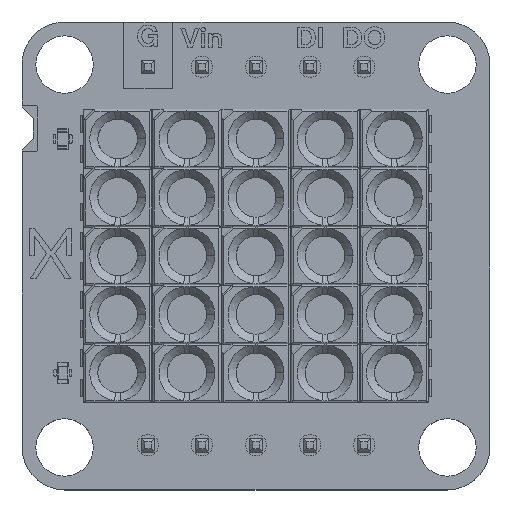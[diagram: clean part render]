
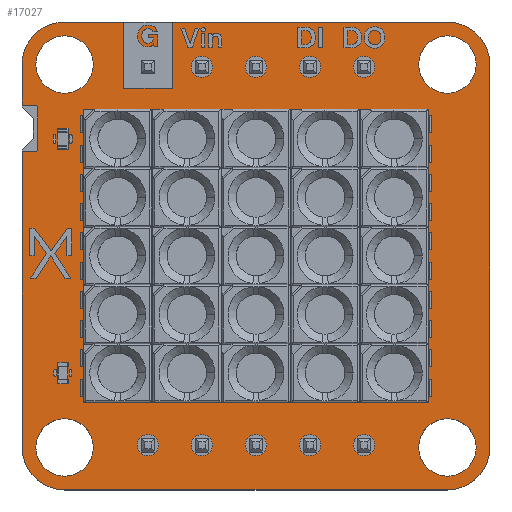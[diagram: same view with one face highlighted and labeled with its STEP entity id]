
A CAD part, top view. The second image highlights one B-rep face of the part: STEP entity #17027.
In plain terms, the highlighted planar face has unit normal (0, 0, 1).
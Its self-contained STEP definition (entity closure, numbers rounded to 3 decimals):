
#16692 = VERTEX_POINT('',#16693);
#16693 = CARTESIAN_POINT('',(8.998,11.,1.51));
#16699 = EDGE_CURVE('',#16692,#16700,#16702,.T.);
#16700 = VERTEX_POINT('',#16701);
#16701 = CARTESIAN_POINT('',(10.998,9.,1.51));
#16702 = CIRCLE('',#16703,2.);
#16703 = AXIS2_PLACEMENT_3D('',#16704,#16705,#16706);
#16704 = CARTESIAN_POINT('',(8.998,9.,1.51));
#16705 = DIRECTION('',(0.,0.,-1.));
#16706 = DIRECTION('',(0.,1.,0.));
#16734 = VERTEX_POINT('',#16735);
#16735 = CARTESIAN_POINT('',(-8.993,11.,1.51));
#16741 = EDGE_CURVE('',#16734,#16692,#16742,.T.);
#16742 = LINE('',#16743,#16744);
#16743 = CARTESIAN_POINT('',(-8.993,11.,1.51));
#16744 = VECTOR('',#16745,1.);
#16745 = DIRECTION('',(1.,0.,0.));
#16763 = EDGE_CURVE('',#16700,#16764,#16766,.T.);
#16764 = VERTEX_POINT('',#16765);
#16765 = CARTESIAN_POINT('',(10.998,-9.,1.51));
#16766 = LINE('',#16767,#16768);
#16767 = CARTESIAN_POINT('',(10.998,9.,1.51));
#16768 = VECTOR('',#16769,1.);
#16769 = DIRECTION('',(0.,-1.,0.));
#17027 = ADVANCED_FACE('',(#17028,#17106,#17117,#17128,#17139,#17150,
    #17161,#17172,#17183,#17194,#17205,#17216,#17227,#17238,#17249),
  #17260,.T.);
#17028 = FACE_BOUND('',#17029,.T.);
#17029 = EDGE_LOOP('',(#17030,#17031,#17032,#17041,#17049,#17057,#17065,
    #17073,#17081,#17090,#17098,#17105));
#17030 = ORIENTED_EDGE('',*,*,#16699,.F.);
#17031 = ORIENTED_EDGE('',*,*,#16741,.F.);
#17032 = ORIENTED_EDGE('',*,*,#17033,.F.);
#17033 = EDGE_CURVE('',#17034,#16734,#17036,.T.);
#17034 = VERTEX_POINT('',#17035);
#17035 = CARTESIAN_POINT('',(-11.002,9.,1.51));
#17036 = CIRCLE('',#17037,2.);
#17037 = AXIS2_PLACEMENT_3D('',#17038,#17039,#17040);
#17038 = CARTESIAN_POINT('',(-9.002,9.,1.51));
#17039 = DIRECTION('',(0.,0.,-1.));
#17040 = DIRECTION('',(-1.,0.,0.));
#17041 = ORIENTED_EDGE('',*,*,#17042,.F.);
#17042 = EDGE_CURVE('',#17043,#17034,#17045,.T.);
#17043 = VERTEX_POINT('',#17044);
#17044 = CARTESIAN_POINT('',(-11.002,7.,1.51));
#17045 = LINE('',#17046,#17047);
#17046 = CARTESIAN_POINT('',(-11.002,7.,1.51));
#17047 = VECTOR('',#17048,1.);
#17048 = DIRECTION('',(0.,1.,0.));
#17049 = ORIENTED_EDGE('',*,*,#17050,.F.);
#17050 = EDGE_CURVE('',#17051,#17043,#17053,.T.);
#17051 = VERTEX_POINT('',#17052);
#17052 = CARTESIAN_POINT('',(-10.472,6.47,1.51));
#17053 = LINE('',#17054,#17055);
#17054 = CARTESIAN_POINT('',(-10.472,6.47,1.51));
#17055 = VECTOR('',#17056,1.);
#17056 = DIRECTION('',(-0.707,0.707,0.));
#17057 = ORIENTED_EDGE('',*,*,#17058,.F.);
#17058 = EDGE_CURVE('',#17059,#17051,#17061,.T.);
#17059 = VERTEX_POINT('',#17060);
#17060 = CARTESIAN_POINT('',(-10.472,5.53,1.51));
#17061 = LINE('',#17062,#17063);
#17062 = CARTESIAN_POINT('',(-10.472,5.53,1.51));
#17063 = VECTOR('',#17064,1.);
#17064 = DIRECTION('',(0.,1.,0.));
#17065 = ORIENTED_EDGE('',*,*,#17066,.F.);
#17066 = EDGE_CURVE('',#17067,#17059,#17069,.T.);
#17067 = VERTEX_POINT('',#17068);
#17068 = CARTESIAN_POINT('',(-11.002,5.,1.51));
#17069 = LINE('',#17070,#17071);
#17070 = CARTESIAN_POINT('',(-11.002,5.,1.51));
#17071 = VECTOR('',#17072,1.);
#17072 = DIRECTION('',(0.707,0.707,0.));
#17073 = ORIENTED_EDGE('',*,*,#17074,.F.);
#17074 = EDGE_CURVE('',#17075,#17067,#17077,.T.);
#17075 = VERTEX_POINT('',#17076);
#17076 = CARTESIAN_POINT('',(-11.002,-9.,1.51));
#17077 = LINE('',#17078,#17079);
#17078 = CARTESIAN_POINT('',(-11.002,-9.,1.51));
#17079 = VECTOR('',#17080,1.);
#17080 = DIRECTION('',(0.,1.,0.));
#17081 = ORIENTED_EDGE('',*,*,#17082,.F.);
#17082 = EDGE_CURVE('',#17083,#17075,#17085,.T.);
#17083 = VERTEX_POINT('',#17084);
#17084 = CARTESIAN_POINT('',(-9.002,-11.,1.51));
#17085 = CIRCLE('',#17086,2.);
#17086 = AXIS2_PLACEMENT_3D('',#17087,#17088,#17089);
#17087 = CARTESIAN_POINT('',(-9.002,-9.,1.51));
#17088 = DIRECTION('',(0.,0.,-1.));
#17089 = DIRECTION('',(0.,-1.,0.));
#17090 = ORIENTED_EDGE('',*,*,#17091,.F.);
#17091 = EDGE_CURVE('',#17092,#17083,#17094,.T.);
#17092 = VERTEX_POINT('',#17093);
#17093 = CARTESIAN_POINT('',(8.998,-11.,1.51));
#17094 = LINE('',#17095,#17096);
#17095 = CARTESIAN_POINT('',(8.998,-11.,1.51));
#17096 = VECTOR('',#17097,1.);
#17097 = DIRECTION('',(-1.,0.,0.));
#17098 = ORIENTED_EDGE('',*,*,#17099,.F.);
#17099 = EDGE_CURVE('',#16764,#17092,#17100,.T.);
#17100 = CIRCLE('',#17101,2.);
#17101 = AXIS2_PLACEMENT_3D('',#17102,#17103,#17104);
#17102 = CARTESIAN_POINT('',(8.998,-9.,1.51));
#17103 = DIRECTION('',(0.,0.,-1.));
#17104 = DIRECTION('',(1.,0.,0.));
#17105 = ORIENTED_EDGE('',*,*,#16763,.F.);
#17106 = FACE_BOUND('',#17107,.T.);
#17107 = EDGE_LOOP('',(#17108));
#17108 = ORIENTED_EDGE('',*,*,#17109,.T.);
#17109 = EDGE_CURVE('',#17110,#17110,#17112,.T.);
#17110 = VERTEX_POINT('',#17111);
#17111 = CARTESIAN_POINT('',(-9.002,-10.35,1.51));
#17112 = CIRCLE('',#17113,1.35);
#17113 = AXIS2_PLACEMENT_3D('',#17114,#17115,#17116);
#17114 = CARTESIAN_POINT('',(-9.002,-9.,1.51));
#17115 = DIRECTION('',(-0.,0.,-1.));
#17116 = DIRECTION('',(-0.,-1.,0.));
#17117 = FACE_BOUND('',#17118,.T.);
#17118 = EDGE_LOOP('',(#17119));
#17119 = ORIENTED_EDGE('',*,*,#17120,.T.);
#17120 = EDGE_CURVE('',#17121,#17121,#17123,.T.);
#17121 = VERTEX_POINT('',#17122);
#17122 = CARTESIAN_POINT('',(-5.082,-9.39,1.51));
#17123 = CIRCLE('',#17124,0.5);
#17124 = AXIS2_PLACEMENT_3D('',#17125,#17126,#17127);
#17125 = CARTESIAN_POINT('',(-5.082,-8.89,1.51));
#17126 = DIRECTION('',(-0.,0.,-1.));
#17127 = DIRECTION('',(-0.,-1.,0.));
#17128 = FACE_BOUND('',#17129,.T.);
#17129 = EDGE_LOOP('',(#17130));
#17130 = ORIENTED_EDGE('',*,*,#17131,.T.);
#17131 = EDGE_CURVE('',#17132,#17132,#17134,.T.);
#17132 = VERTEX_POINT('',#17133);
#17133 = CARTESIAN_POINT('',(-2.542,-9.39,1.51));
#17134 = CIRCLE('',#17135,0.5);
#17135 = AXIS2_PLACEMENT_3D('',#17136,#17137,#17138);
#17136 = CARTESIAN_POINT('',(-2.542,-8.89,1.51));
#17137 = DIRECTION('',(-0.,0.,-1.));
#17138 = DIRECTION('',(-0.,-1.,0.));
#17139 = FACE_BOUND('',#17140,.T.);
#17140 = EDGE_LOOP('',(#17141));
#17141 = ORIENTED_EDGE('',*,*,#17142,.T.);
#17142 = EDGE_CURVE('',#17143,#17143,#17145,.T.);
#17143 = VERTEX_POINT('',#17144);
#17144 = CARTESIAN_POINT('',(-0.002,-9.39,1.51));
#17145 = CIRCLE('',#17146,0.5);
#17146 = AXIS2_PLACEMENT_3D('',#17147,#17148,#17149);
#17147 = CARTESIAN_POINT('',(-0.002,-8.89,1.51));
#17148 = DIRECTION('',(-0.,0.,-1.));
#17149 = DIRECTION('',(0.,-1.,-0.));
#17150 = FACE_BOUND('',#17151,.T.);
#17151 = EDGE_LOOP('',(#17152));
#17152 = ORIENTED_EDGE('',*,*,#17153,.T.);
#17153 = EDGE_CURVE('',#17154,#17154,#17156,.T.);
#17154 = VERTEX_POINT('',#17155);
#17155 = CARTESIAN_POINT('',(2.538,-9.39,1.51));
#17156 = CIRCLE('',#17157,0.5);
#17157 = AXIS2_PLACEMENT_3D('',#17158,#17159,#17160);
#17158 = CARTESIAN_POINT('',(2.538,-8.89,1.51));
#17159 = DIRECTION('',(-0.,0.,-1.));
#17160 = DIRECTION('',(-0.,-1.,0.));
#17161 = FACE_BOUND('',#17162,.T.);
#17162 = EDGE_LOOP('',(#17163));
#17163 = ORIENTED_EDGE('',*,*,#17164,.T.);
#17164 = EDGE_CURVE('',#17165,#17165,#17167,.T.);
#17165 = VERTEX_POINT('',#17166);
#17166 = CARTESIAN_POINT('',(5.078,-9.39,1.51));
#17167 = CIRCLE('',#17168,0.5);
#17168 = AXIS2_PLACEMENT_3D('',#17169,#17170,#17171);
#17169 = CARTESIAN_POINT('',(5.078,-8.89,1.51));
#17170 = DIRECTION('',(-0.,0.,-1.));
#17171 = DIRECTION('',(-0.,-1.,0.));
#17172 = FACE_BOUND('',#17173,.T.);
#17173 = EDGE_LOOP('',(#17174));
#17174 = ORIENTED_EDGE('',*,*,#17175,.T.);
#17175 = EDGE_CURVE('',#17176,#17176,#17178,.T.);
#17176 = VERTEX_POINT('',#17177);
#17177 = CARTESIAN_POINT('',(8.998,-10.35,1.51));
#17178 = CIRCLE('',#17179,1.35);
#17179 = AXIS2_PLACEMENT_3D('',#17180,#17181,#17182);
#17180 = CARTESIAN_POINT('',(8.998,-9.,1.51));
#17181 = DIRECTION('',(-0.,0.,-1.));
#17182 = DIRECTION('',(-0.,-1.,0.));
#17183 = FACE_BOUND('',#17184,.T.);
#17184 = EDGE_LOOP('',(#17185));
#17185 = ORIENTED_EDGE('',*,*,#17186,.T.);
#17186 = EDGE_CURVE('',#17187,#17187,#17189,.T.);
#17187 = VERTEX_POINT('',#17188);
#17188 = CARTESIAN_POINT('',(-9.002,7.65,1.51));
#17189 = CIRCLE('',#17190,1.35);
#17190 = AXIS2_PLACEMENT_3D('',#17191,#17192,#17193);
#17191 = CARTESIAN_POINT('',(-9.002,9.,1.51));
#17192 = DIRECTION('',(-0.,0.,-1.));
#17193 = DIRECTION('',(-0.,-1.,0.));
#17194 = FACE_BOUND('',#17195,.T.);
#17195 = EDGE_LOOP('',(#17196));
#17196 = ORIENTED_EDGE('',*,*,#17197,.T.);
#17197 = EDGE_CURVE('',#17198,#17198,#17200,.T.);
#17198 = VERTEX_POINT('',#17199);
#17199 = CARTESIAN_POINT('',(-5.082,8.39,1.51));
#17200 = CIRCLE('',#17201,0.5);
#17201 = AXIS2_PLACEMENT_3D('',#17202,#17203,#17204);
#17202 = CARTESIAN_POINT('',(-5.082,8.89,1.51));
#17203 = DIRECTION('',(-0.,0.,-1.));
#17204 = DIRECTION('',(-0.,-1.,0.));
#17205 = FACE_BOUND('',#17206,.T.);
#17206 = EDGE_LOOP('',(#17207));
#17207 = ORIENTED_EDGE('',*,*,#17208,.T.);
#17208 = EDGE_CURVE('',#17209,#17209,#17211,.T.);
#17209 = VERTEX_POINT('',#17210);
#17210 = CARTESIAN_POINT('',(-2.542,8.39,1.51));
#17211 = CIRCLE('',#17212,0.5);
#17212 = AXIS2_PLACEMENT_3D('',#17213,#17214,#17215);
#17213 = CARTESIAN_POINT('',(-2.542,8.89,1.51));
#17214 = DIRECTION('',(-0.,0.,-1.));
#17215 = DIRECTION('',(-0.,-1.,0.));
#17216 = FACE_BOUND('',#17217,.T.);
#17217 = EDGE_LOOP('',(#17218));
#17218 = ORIENTED_EDGE('',*,*,#17219,.T.);
#17219 = EDGE_CURVE('',#17220,#17220,#17222,.T.);
#17220 = VERTEX_POINT('',#17221);
#17221 = CARTESIAN_POINT('',(-0.002,8.39,1.51));
#17222 = CIRCLE('',#17223,0.5);
#17223 = AXIS2_PLACEMENT_3D('',#17224,#17225,#17226);
#17224 = CARTESIAN_POINT('',(-0.002,8.89,1.51));
#17225 = DIRECTION('',(-0.,0.,-1.));
#17226 = DIRECTION('',(0.,-1.,-0.));
#17227 = FACE_BOUND('',#17228,.T.);
#17228 = EDGE_LOOP('',(#17229));
#17229 = ORIENTED_EDGE('',*,*,#17230,.T.);
#17230 = EDGE_CURVE('',#17231,#17231,#17233,.T.);
#17231 = VERTEX_POINT('',#17232);
#17232 = CARTESIAN_POINT('',(2.538,8.39,1.51));
#17233 = CIRCLE('',#17234,0.5);
#17234 = AXIS2_PLACEMENT_3D('',#17235,#17236,#17237);
#17235 = CARTESIAN_POINT('',(2.538,8.89,1.51));
#17236 = DIRECTION('',(-0.,0.,-1.));
#17237 = DIRECTION('',(-0.,-1.,0.));
#17238 = FACE_BOUND('',#17239,.T.);
#17239 = EDGE_LOOP('',(#17240));
#17240 = ORIENTED_EDGE('',*,*,#17241,.T.);
#17241 = EDGE_CURVE('',#17242,#17242,#17244,.T.);
#17242 = VERTEX_POINT('',#17243);
#17243 = CARTESIAN_POINT('',(5.078,8.39,1.51));
#17244 = CIRCLE('',#17245,0.5);
#17245 = AXIS2_PLACEMENT_3D('',#17246,#17247,#17248);
#17246 = CARTESIAN_POINT('',(5.078,8.89,1.51));
#17247 = DIRECTION('',(-0.,0.,-1.));
#17248 = DIRECTION('',(-0.,-1.,0.));
#17249 = FACE_BOUND('',#17250,.T.);
#17250 = EDGE_LOOP('',(#17251));
#17251 = ORIENTED_EDGE('',*,*,#17252,.T.);
#17252 = EDGE_CURVE('',#17253,#17253,#17255,.T.);
#17253 = VERTEX_POINT('',#17254);
#17254 = CARTESIAN_POINT('',(8.998,7.65,1.51));
#17255 = CIRCLE('',#17256,1.35);
#17256 = AXIS2_PLACEMENT_3D('',#17257,#17258,#17259);
#17257 = CARTESIAN_POINT('',(8.998,9.,1.51));
#17258 = DIRECTION('',(-0.,0.,-1.));
#17259 = DIRECTION('',(-0.,-1.,0.));
#17260 = PLANE('',#17261);
#17261 = AXIS2_PLACEMENT_3D('',#17262,#17263,#17264);
#17262 = CARTESIAN_POINT('',(0.,0.,1.51));
#17263 = DIRECTION('',(0.,0.,1.));
#17264 = DIRECTION('',(1.,0.,-0.));
